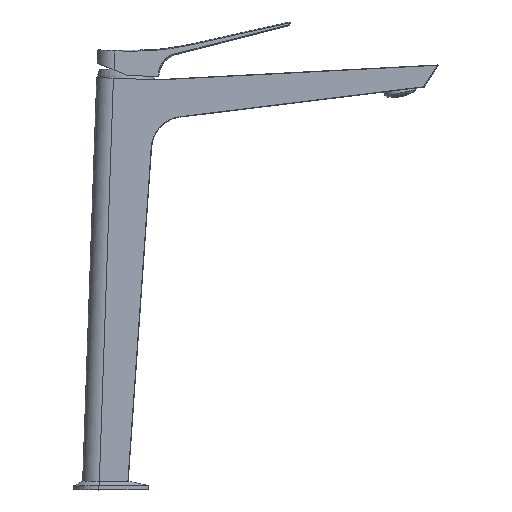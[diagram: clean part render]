
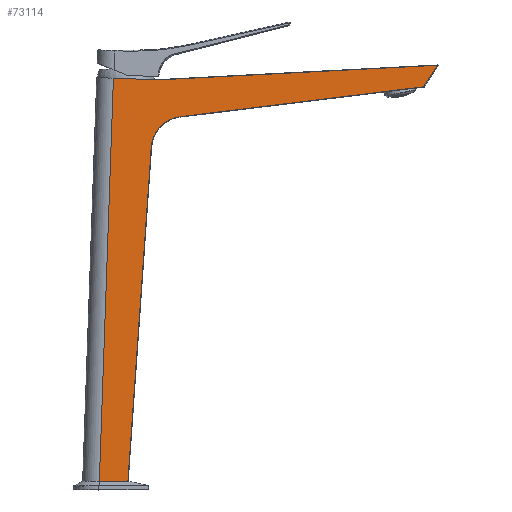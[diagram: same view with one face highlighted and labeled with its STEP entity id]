
A CAD part, top view. The second image highlights one B-rep face of the part: STEP entity #73114.
In plain terms, the highlighted planar face has unit normal (0.026, 0, 1).
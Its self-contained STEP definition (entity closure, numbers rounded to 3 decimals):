
#2648 = CARTESIAN_POINT ( 'NONE',  ( 42.441, 207.873, 18.889 ) ) ;
#3483 = CARTESIAN_POINT ( 'NONE',  ( 49.345, 219.676, 18.708 ) ) ;
#5177 = CARTESIAN_POINT ( 'NONE',  ( 218.08, 255.78, 14.289 ) ) ;
#6139 = AXIS2_PLACEMENT_3D ( 'NONE', #50999, #13534, #24402 ) ;
#6746 = CARTESIAN_POINT ( 'NONE',  ( 10.268, 0., 19.731 ) ) ;
#7290 = CARTESIAN_POINT ( 'NONE',  ( 27.806, 0.014, 19.272 ) ) ;
#9395 = VERTEX_POINT ( 'NONE', #42310 ) ;
#10327 = CARTESIAN_POINT ( 'NONE',  ( 52.199, 221.673, 18.633 ) ) ;
#10432 = EDGE_CURVE ( 'NONE', #67103, #63168, #58865, .T. ) ;
#12443 = CARTESIAN_POINT ( 'NONE',  ( 27.805, 0., 19.272 ) ) ;
#12986 = CARTESIAN_POINT ( 'NONE',  ( 209.508, 242.581, 14.514 ) ) ;
#13534 = DIRECTION ( 'NONE',  ( 0.026, 0., 1. ) ) ;
#13837 = DIRECTION ( 'NONE',  ( -0.998, -0.052, 0.026 ) ) ;
#15078 = CARTESIAN_POINT ( 'NONE',  ( 44.309, 213.358, 18.84 ) ) ;
#15493 = CARTESIAN_POINT ( 'NONE',  ( 59.868, 224.208, 18.432 ) ) ;
#15912 = CARTESIAN_POINT ( 'NONE',  ( 51.212, 221.063, 18.659 ) ) ;
#17042 = ORIENTED_EDGE ( 'NONE', *, *, #48857, .F. ) ;
#18934 = DIRECTION ( 'NONE',  ( 0.545, 0.839, -0.014 ) ) ;
#19379 = CARTESIAN_POINT ( 'NONE',  ( 44.291, 246.958, 18.84 ) ) ;
#21856 = CARTESIAN_POINT ( 'NONE',  ( 10.255, -0.358, 19.731 ) ) ;
#22791 = CARTESIAN_POINT ( 'NONE',  ( 48.478, 218.906, 18.731 ) ) ;
#23045 = CARTESIAN_POINT ( 'NONE',  ( 42.179, 205.567, 18.895 ) ) ;
#23212 = CARTESIAN_POINT ( 'NONE',  ( 55.353, 223.151, 18.551 ) ) ;
#23935 = B_SPLINE_CURVE_WITH_KNOTS ( 'NONE', 3,
 ( #78280, #71811, #32752, #12986 ),
 .UNSPECIFIED., .F., .F.,
 ( 4, 4 ),
 ( -0.151, 0. ),
 .UNSPECIFIED. ) ;
#24104 = VECTOR ( 'NONE', #78627, 1000. ) ;
#24319 = ORIENTED_EDGE ( 'NONE', *, *, #10432, .T. ) ;
#24402 = DIRECTION ( 'NONE',  ( 1., 0., -0.026 ) ) ;
#26179 = CARTESIAN_POINT ( 'NONE',  ( 42.179, 205.567, 18.895 ) ) ;
#26572 = ORIENTED_EDGE ( 'NONE', *, *, #72388, .T. ) ;
#26827 = EDGE_CURVE ( 'NONE', #63168, #35407, #30402, .T. ) ;
#27017 = CARTESIAN_POINT ( 'NONE',  ( 27.805, 0.005, 19.272 ) ) ;
#27918 = VECTOR ( 'NONE', #35588, 1000. ) ;
#28388 = CARTESIAN_POINT ( 'NONE',  ( 42.179, 205.567, 18.895 ) ) ;
#29235 = CARTESIAN_POINT ( 'NONE',  ( 44.866, 214.375, 18.825 ) ) ;
#29655 = CARTESIAN_POINT ( 'NONE',  ( 42.261, 206.728, 18.893 ) ) ;
#30067 = CARTESIAN_POINT ( 'NONE',  ( 57.579, 223.826, 18.492 ) ) ;
#30402 = LINE ( 'NONE', #21856, #27918 ) ;
#31173 = VERTEX_POINT ( 'NONE', #42805 ) ;
#32752 = CARTESIAN_POINT ( 'NONE',  ( 159.628, 236.457, 15.82 ) ) ;
#33468 = CARTESIAN_POINT ( 'NONE',  ( 37.388, 137.049, 19.021 ) ) ;
#35407 = VERTEX_POINT ( 'NONE', #6746 ) ;
#35588 = DIRECTION ( 'NONE',  ( -0.035, -0.999, 0.001 ) ) ;
#37516 = ORIENTED_EDGE ( 'NONE', *, *, #26827, .T. ) ;
#38086 = EDGE_CURVE ( 'NONE', #60278, #82860, #56878, .T. ) ;
#39918 = CARTESIAN_POINT ( 'NONE',  ( 27.805, 0.009, 19.272 ) ) ;
#41372 = EDGE_CURVE ( 'NONE', #82860, #31173, #75975, .T. ) ;
#42310 = CARTESIAN_POINT ( 'NONE',  ( 209.508, 242.581, 14.514 ) ) ;
#42805 = CARTESIAN_POINT ( 'NONE',  ( 59.868, 224.208, 18.432 ) ) ;
#43833 = EDGE_LOOP ( 'NONE', ( #67923, #26572, #24319, #37516, #17042, #84255, #73174, #44374 ) ) ;
#44374 = ORIENTED_EDGE ( 'NONE', *, *, #65875, .T. ) ;
#46331 = CARTESIAN_POINT ( 'NONE',  ( 32.597, 68.532, 19.146 ) ) ;
#48533 = CARTESIAN_POINT ( 'NONE',  ( 54.276, 222.72, 18.579 ) ) ;
#48857 = EDGE_CURVE ( 'NONE', #60278, #35407, #52705, .T. ) ;
#48960 = CARTESIAN_POINT ( 'NONE',  ( 58.713, 224.066, 18.463 ) ) ;
#49300 = VECTOR ( 'NONE', #72923, 1000. ) ;
#50999 = CARTESIAN_POINT ( 'NONE',  ( 0., 256.019, 20. ) ) ;
#51244 = EDGE_CURVE ( 'NONE', #9395, #65105, #70039, .T. ) ;
#52705 = LINE ( 'NONE', #72058, #49300 ) ;
#56878 = B_SPLINE_CURVE_WITH_KNOTS ( 'NONE', 3,
 ( #12443, #27017, #39918, #7290, #46331, #33468, #26179 ),
 .UNSPECIFIED., .F., .F.,
 ( 4, 3, 4 ),
 ( 0., 0., 0.206 ),
 .UNSPECIFIED. ) ;
#58865 = LINE ( 'NONE', #19379, #24104 ) ;
#59353 = LINE ( 'NONE', #60633, #74610 ) ;
#60278 = VERTEX_POINT ( 'NONE', #81486 ) ;
#60633 = CARTESIAN_POINT ( 'NONE',  ( 45.277, 246.724, 18.814 ) ) ;
#61019 = CARTESIAN_POINT ( 'NONE',  ( 46.877, 217.219, 18.772 ) ) ;
#61876 = CARTESIAN_POINT ( 'NONE',  ( 43.372, 211.229, 18.864 ) ) ;
#61985 = CARTESIAN_POINT ( 'NONE',  ( 18.923, 247.844, 19.504 ) ) ;
#63168 = VERTEX_POINT ( 'NONE', #61985 ) ;
#65105 = VERTEX_POINT ( 'NONE', #5177 ) ;
#65875 = EDGE_CURVE ( 'NONE', #31173, #9395, #23935, .T. ) ;
#67103 = VERTEX_POINT ( 'NONE', #73841 ) ;
#67923 = ORIENTED_EDGE ( 'NONE', *, *, #51244, .T. ) ;
#68297 = CARTESIAN_POINT ( 'NONE',  ( 46.154, 216.312, 18.791 ) ) ;
#70039 = LINE ( 'NONE', #70884, #71506 ) ;
#70338 = PLANE ( 'NONE',  #6139 ) ;
#70884 = CARTESIAN_POINT ( 'NONE',  ( 218.408, 256.286, 14.281 ) ) ;
#71506 = VECTOR ( 'NONE', #18934, 1000. ) ;
#71811 = CARTESIAN_POINT ( 'NONE',  ( 109.748, 230.332, 17.126 ) ) ;
#71918 = FACE_OUTER_BOUND ( 'NONE', #43833, .T. ) ;
#72058 = CARTESIAN_POINT ( 'NONE',  ( 0., 0., 20. ) ) ;
#72388 = EDGE_CURVE ( 'NONE', #65105, #67103, #59353, .T. ) ;
#72923 = DIRECTION ( 'NONE',  ( -1., 0., 0.026 ) ) ;
#73114 = ADVANCED_FACE ( 'NONE', ( #71918 ), #70338, .T. ) ;
#73174 = ORIENTED_EDGE ( 'NONE', *, *, #41372, .T. ) ;
#73841 = CARTESIAN_POINT ( 'NONE',  ( 47.563, 246.844, 18.755 ) ) ;
#73910 = CARTESIAN_POINT ( 'NONE',  ( 42.998, 210.131, 18.874 ) ) ;
#74610 = VECTOR ( 'NONE', #13837, 1000. ) ;
#75975 = B_SPLINE_CURVE_WITH_KNOTS ( 'NONE', 3,
 ( #28388, #29655, #2648, #73910, #61876, #15078, #29235, #68297, #61019, #22791, #3483, #15912, #10327, #48533, #23212, #30067, #48960, #15493 ),
 .UNSPECIFIED., .F., .F.,
 ( 4, 2, 2, 2, 2, 2, 2, 2, 4 ),
 ( 0., 0.125, 0.25, 0.375, 0.5, 0.625, 0.75, 0.875, 1. ),
 .UNSPECIFIED. ) ;
#78280 = CARTESIAN_POINT ( 'NONE',  ( 59.868, 224.208, 18.432 ) ) ;
#78627 = DIRECTION ( 'NONE',  ( -0.999, 0.035, 0.026 ) ) ;
#81486 = CARTESIAN_POINT ( 'NONE',  ( 27.805, 0., 19.272 ) ) ;
#82860 = VERTEX_POINT ( 'NONE', #23045 ) ;
#84255 = ORIENTED_EDGE ( 'NONE', *, *, #38086, .T. ) ;
